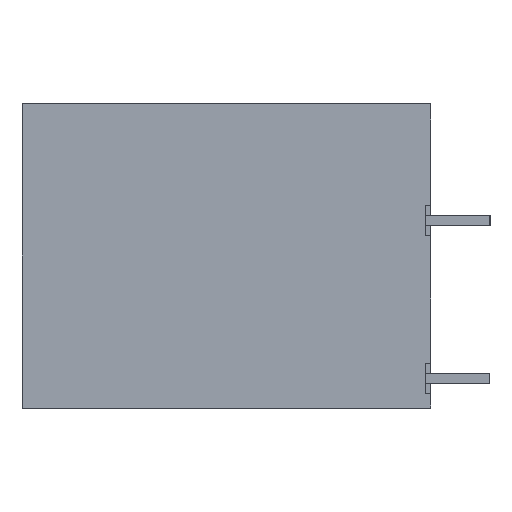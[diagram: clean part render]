
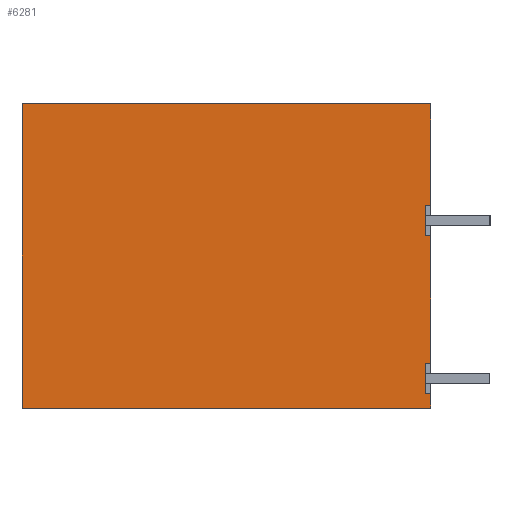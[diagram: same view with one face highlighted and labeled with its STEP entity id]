
A CAD part, left-side view. The second image highlights one B-rep face of the part: STEP entity #6281.
In plain terms, the highlighted planar face has unit normal (-1, 0, 0).
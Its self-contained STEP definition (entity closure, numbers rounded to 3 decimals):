
#6253=AXIS2_PLACEMENT_3D('Plane Axis2P3D',#6250,#6251,#6252) ;
#188=CARTESIAN_POINT('Vertex',(0.,3.8,0.85)) ;
#232=CARTESIAN_POINT('Vertex',(0.,3.8,2.65)) ;
#235=CARTESIAN_POINT('Line Origine',(0.,3.8,1.75)) ;
#564=CARTESIAN_POINT('Vertex',(0.,3.8,10.2)) ;
#585=CARTESIAN_POINT('Vertex',(0.,3.8,12.)) ;
#588=CARTESIAN_POINT('Line Origine',(0.,3.8,11.1)) ;
#2589=CARTESIAN_POINT('Vertex',(0.,3.5,10.2)) ;
#2592=CARTESIAN_POINT('Line Origine',(0.,3.5,6.425)) ;
#2596=CARTESIAN_POINT('Vertex',(0.,3.5,2.65)) ;
#2617=CARTESIAN_POINT('Line Origine',(0.,3.65,10.2)) ;
#2635=CARTESIAN_POINT('Line Origine',(0.,3.65,2.65)) ;
#2691=CARTESIAN_POINT('Vertex',(0.,3.5,0.85)) ;
#2701=CARTESIAN_POINT('Line Origine',(0.,3.65,0.85)) ;
#2714=CARTESIAN_POINT('Line Origine',(0.,3.5,0.425)) ;
#2718=CARTESIAN_POINT('Vertex',(0.,3.5,0.)) ;
#2746=CARTESIAN_POINT('Line Origine',(0.,15.6,0.)) ;
#2750=CARTESIAN_POINT('Vertex',(0.,27.7,0.)) ;
#2889=CARTESIAN_POINT('Vertex',(0.,3.5,12.)) ;
#2892=CARTESIAN_POINT('Line Origine',(0.,3.65,12.)) ;
#6207=CARTESIAN_POINT('Line Origine',(0.,3.5,15.)) ;
#6211=CARTESIAN_POINT('Vertex',(0.,3.5,18.)) ;
#6250=CARTESIAN_POINT('Axis2P3D Location',(0.,0.,0.)) ;
#6255=CARTESIAN_POINT('Line Origine',(0.,15.6,18.)) ;
#6259=CARTESIAN_POINT('Vertex',(0.,27.7,18.)) ;
#6262=CARTESIAN_POINT('Line Origine',(0.,27.7,9.)) ;
#236=DIRECTION('Vector Direction',(0.,0.,-1.)) ;
#589=DIRECTION('Vector Direction',(0.,0.,-1.)) ;
#2593=DIRECTION('Vector Direction',(0.,0.,-1.)) ;
#2618=DIRECTION('Vector Direction',(0.,1.,0.)) ;
#2636=DIRECTION('Vector Direction',(0.,1.,0.)) ;
#2702=DIRECTION('Vector Direction',(0.,1.,0.)) ;
#2715=DIRECTION('Vector Direction',(0.,0.,-1.)) ;
#2747=DIRECTION('Vector Direction',(0.,1.,0.)) ;
#2893=DIRECTION('Vector Direction',(0.,1.,0.)) ;
#6208=DIRECTION('Vector Direction',(0.,0.,-1.)) ;
#6251=DIRECTION('Axis2P3D Direction',(-1.,0.,0.)) ;
#6252=DIRECTION('Axis2P3D XDirection',(0.,0.,1.)) ;
#6256=DIRECTION('Vector Direction',(0.,-1.,0.)) ;
#6263=DIRECTION('Vector Direction',(0.,0.,1.)) ;
#237=VECTOR('Line Direction',#236,1.) ;
#590=VECTOR('Line Direction',#589,1.) ;
#2594=VECTOR('Line Direction',#2593,1.) ;
#2619=VECTOR('Line Direction',#2618,1.) ;
#2637=VECTOR('Line Direction',#2636,1.) ;
#2703=VECTOR('Line Direction',#2702,1.) ;
#2716=VECTOR('Line Direction',#2715,1.) ;
#2748=VECTOR('Line Direction',#2747,1.) ;
#2894=VECTOR('Line Direction',#2893,1.) ;
#6209=VECTOR('Line Direction',#6208,1.) ;
#6257=VECTOR('Line Direction',#6256,1.) ;
#6264=VECTOR('Line Direction',#6263,1.) ;
#6268=ORIENTED_EDGE('',*,*,#592,.F.) ;
#6269=ORIENTED_EDGE('',*,*,#2896,.F.) ;
#6270=ORIENTED_EDGE('',*,*,#6213,.T.) ;
#6271=ORIENTED_EDGE('',*,*,#6261,.T.) ;
#6272=ORIENTED_EDGE('',*,*,#6266,.T.) ;
#6273=ORIENTED_EDGE('',*,*,#2752,.T.) ;
#6274=ORIENTED_EDGE('',*,*,#2720,.T.) ;
#6275=ORIENTED_EDGE('',*,*,#2705,.T.) ;
#6276=ORIENTED_EDGE('',*,*,#239,.F.) ;
#6277=ORIENTED_EDGE('',*,*,#2639,.F.) ;
#6278=ORIENTED_EDGE('',*,*,#2598,.T.) ;
#6279=ORIENTED_EDGE('',*,*,#2621,.T.) ;
#6281=ADVANCED_FACE('HOUSING',(#6280),#6254,.T.) ;
#239=EDGE_CURVE('',#233,#189,#238,.T.) ;
#592=EDGE_CURVE('',#586,#565,#591,.T.) ;
#2598=EDGE_CURVE('',#2597,#2590,#2595,.F.) ;
#2621=EDGE_CURVE('',#2590,#565,#2620,.T.) ;
#2639=EDGE_CURVE('',#2597,#233,#2638,.T.) ;
#2705=EDGE_CURVE('',#2692,#189,#2704,.T.) ;
#2720=EDGE_CURVE('',#2719,#2692,#2717,.F.) ;
#2752=EDGE_CURVE('',#2751,#2719,#2749,.F.) ;
#2896=EDGE_CURVE('',#2890,#586,#2895,.T.) ;
#6213=EDGE_CURVE('',#2890,#6212,#6210,.F.) ;
#6261=EDGE_CURVE('',#6212,#6260,#6258,.F.) ;
#6266=EDGE_CURVE('',#6260,#2751,#6265,.F.) ;
#6267=EDGE_LOOP('',(#6268,#6269,#6270,#6271,#6272,#6273,#6274,#6275,#6276,#6277,#6278,#6279)) ;
#6280=FACE_OUTER_BOUND('',#6267,.T.) ;
#238=LINE('Line',#235,#237) ;
#591=LINE('Line',#588,#590) ;
#2595=LINE('Line',#2592,#2594) ;
#2620=LINE('Line',#2617,#2619) ;
#2638=LINE('Line',#2635,#2637) ;
#2704=LINE('Line',#2701,#2703) ;
#2717=LINE('Line',#2714,#2716) ;
#2749=LINE('Line',#2746,#2748) ;
#2895=LINE('Line',#2892,#2894) ;
#6210=LINE('Line',#6207,#6209) ;
#6258=LINE('Line',#6255,#6257) ;
#6265=LINE('Line',#6262,#6264) ;
#6254=PLANE('',#6253) ;
#189=VERTEX_POINT('',#188) ;
#233=VERTEX_POINT('',#232) ;
#565=VERTEX_POINT('',#564) ;
#586=VERTEX_POINT('',#585) ;
#2590=VERTEX_POINT('',#2589) ;
#2597=VERTEX_POINT('',#2596) ;
#2692=VERTEX_POINT('',#2691) ;
#2719=VERTEX_POINT('',#2718) ;
#2751=VERTEX_POINT('',#2750) ;
#2890=VERTEX_POINT('',#2889) ;
#6212=VERTEX_POINT('',#6211) ;
#6260=VERTEX_POINT('',#6259) ;
